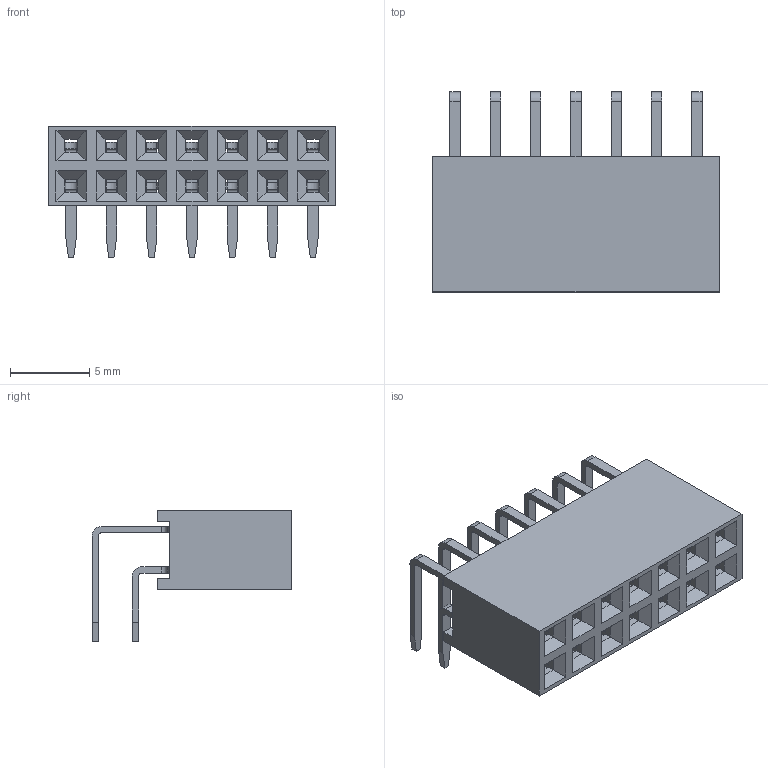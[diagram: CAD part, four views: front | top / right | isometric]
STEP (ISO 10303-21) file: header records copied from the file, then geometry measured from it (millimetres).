
FILE_DESCRIPTION(('STEP AP214'), '1');
FILE_NAME('DS1024-2x5RF1', '2016-04-20T21:05:50', ('Nobody'), (''), 'ASCON STEP Converter 1.3', 'ASCON Math Kernel', '');
FILE_SCHEMA(('AUTOMOTIVE_DESIGN { 1 0 10303 214 3 1 1}'));
Length unit declared in the file: millimetre
Bounding box: 18.08 x 12.6 x 8.3 mm (x, y, z)
Volume: 621.6 mm3; surface area: 1797.3 mm2
Topology: 15 solids, 15 shells, 724 faces, 2068 edges, 1360 vertices
Faces by surface type: plane 542, cylinder 182
Entity records: 29364 total; most frequent: CARTESIAN_POINT 4153, ORIENTED_EDGE 4136, DIRECTION 3882, EDGE_CURVE 2068, LINE 1704, VECTOR 1704, VERTEX_POINT 1360, AXIS2_PLACEMENT_3D 1089
